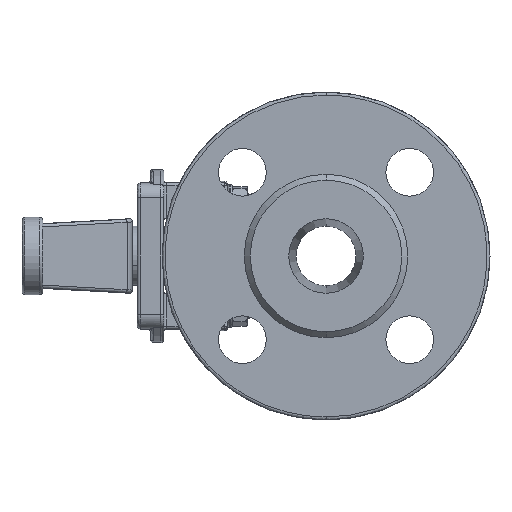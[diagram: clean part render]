
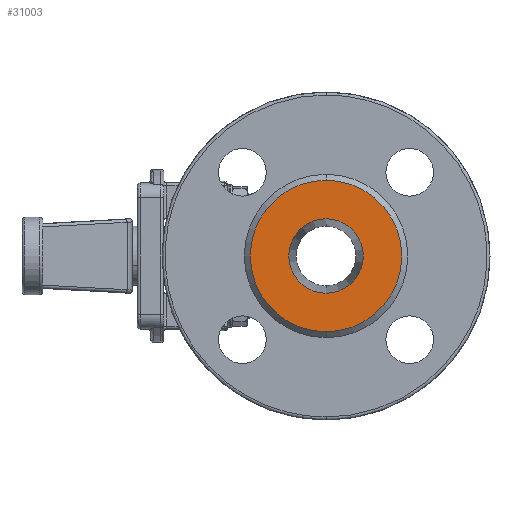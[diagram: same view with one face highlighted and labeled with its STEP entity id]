
A CAD part, left-side view. The second image highlights one B-rep face of the part: STEP entity #31003.
In plain terms, the highlighted face is planar.
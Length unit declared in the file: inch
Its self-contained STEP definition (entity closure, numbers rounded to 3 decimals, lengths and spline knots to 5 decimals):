
#519 = PLANE ( 'NONE',  #36989 ) ;
#951 = DIRECTION ( 'NONE',  ( 0., 0., -1. ) ) ;
#11305 = EDGE_CURVE ( 'NONE', #53557, #18934, #29886, .T. ) ;
#12127 = DIRECTION ( 'NONE',  ( 0., 0., -1. ) ) ;
#12375 = ORIENTED_EDGE ( 'NONE', *, *, #11305, .F. ) ;
#13865 = EDGE_LOOP ( 'NONE', ( #12375, #24837 ) ) ;
#14683 = AXIS2_PLACEMENT_3D ( 'NONE', #23017, #40727, #951 ) ;
#16153 = AXIS2_PLACEMENT_3D ( 'NONE', #25195, #29848, #12127 ) ;
#17489 = EDGE_CURVE ( 'NONE', #31982, #51099, #38408, .T. ) ;
#18205 = CARTESIAN_POINT ( 'NONE',  ( 2.75591, 0., 0. ) ) ;
#18934 = VERTEX_POINT ( 'NONE', #49175 ) ;
#22563 = FACE_OUTER_BOUND ( 'NONE', #13865, .T. ) ;
#23017 = CARTESIAN_POINT ( 'NONE',  ( 2.75591, 0., 0. ) ) ;
#24837 = ORIENTED_EDGE ( 'NONE', *, *, #25624, .F. ) ;
#25195 = CARTESIAN_POINT ( 'NONE',  ( 2.75591, 0., 0. ) ) ;
#25624 = EDGE_CURVE ( 'NONE', #18934, #53557, #31430, .T. ) ;
#26166 = AXIS2_PLACEMENT_3D ( 'NONE', #40162, #43664, #48866 ) ;
#26949 = DIRECTION ( 'NONE',  ( -1., 0., 0. ) ) ;
#27201 = EDGE_LOOP ( 'NONE', ( #31634, #53492 ) ) ;
#29848 = DIRECTION ( 'NONE',  ( -1., 0., 0. ) ) ;
#29886 = CIRCLE ( 'NONE', #26166, 1. ) ;
#30241 = EDGE_CURVE ( 'NONE', #51099, #31982, #48026, .T. ) ;
#31003 = ADVANCED_FACE ( 'NONE', ( #52509, #22563 ), #519, .T. ) ;
#31430 = CIRCLE ( 'NONE', #38849, 1. ) ;
#31634 = ORIENTED_EDGE ( 'NONE', *, *, #17489, .T. ) ;
#31982 = VERTEX_POINT ( 'NONE', #38942 ) ;
#36227 = CARTESIAN_POINT ( 'NONE',  ( 2.75591, 0., 1. ) ) ;
#36989 = AXIS2_PLACEMENT_3D ( 'NONE', #18205, #53647, #47852 ) ;
#38408 = CIRCLE ( 'NONE', #16153, 0.49213 ) ;
#38849 = AXIS2_PLACEMENT_3D ( 'NONE', #45827, #26949, #50189 ) ;
#38942 = CARTESIAN_POINT ( 'NONE',  ( 2.75591, 0., -0.49213 ) ) ;
#40162 = CARTESIAN_POINT ( 'NONE',  ( 2.75591, 0., 0. ) ) ;
#40727 = DIRECTION ( 'NONE',  ( -1., 0., 0. ) ) ;
#43664 = DIRECTION ( 'NONE',  ( -1., 0., 0. ) ) ;
#45827 = CARTESIAN_POINT ( 'NONE',  ( 2.75591, 0., 0. ) ) ;
#47852 = DIRECTION ( 'NONE',  ( 0., 0., -1. ) ) ;
#48026 = CIRCLE ( 'NONE', #14683, 0.49213 ) ;
#48866 = DIRECTION ( 'NONE',  ( 0., 0., 1. ) ) ;
#49175 = CARTESIAN_POINT ( 'NONE',  ( 2.75591, 0., -1. ) ) ;
#50189 = DIRECTION ( 'NONE',  ( 0., 0., 1. ) ) ;
#50350 = CARTESIAN_POINT ( 'NONE',  ( 2.75591, 0., 0.49213 ) ) ;
#51099 = VERTEX_POINT ( 'NONE', #50350 ) ;
#52509 = FACE_BOUND ( 'NONE', #27201, .T. ) ;
#53492 = ORIENTED_EDGE ( 'NONE', *, *, #30241, .T. ) ;
#53557 = VERTEX_POINT ( 'NONE', #36227 ) ;
#53647 = DIRECTION ( 'NONE',  ( 1., 0., 0. ) ) ;
